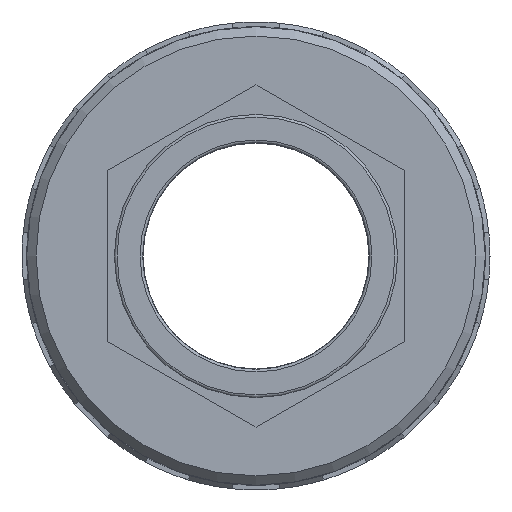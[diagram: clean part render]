
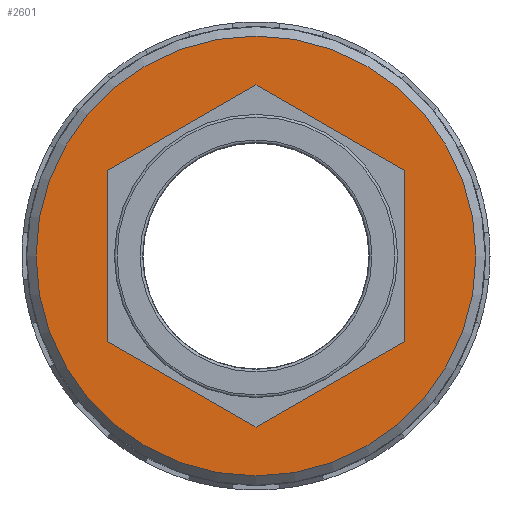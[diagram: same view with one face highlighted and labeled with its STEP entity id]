
A CAD part, left-side view. The second image highlights one B-rep face of the part: STEP entity #2601.
In plain terms, the highlighted planar face has unit normal (-1, 0, 0).
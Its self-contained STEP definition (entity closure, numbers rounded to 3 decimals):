
#64=FACE_BOUND('',#511,.T.);
#217=CIRCLE('',#2868,37.13);
#355=FACE_OUTER_BOUND('',#510,.T.);
#510=EDGE_LOOP('',(#2358));
#511=EDGE_LOOP('',(#2359,#2360,#2361,#2362,#2363,#2364));
#524=LINE('',#3671,#766);
#528=LINE('',#3679,#770);
#531=LINE('',#3686,#773);
#535=LINE('',#3694,#777);
#538=LINE('',#3699,#780);
#540=LINE('',#3702,#782);
#766=VECTOR('',#2885,28.868);
#770=VECTOR('',#2891,28.868);
#773=VECTOR('',#2896,28.868);
#777=VECTOR('',#2902,28.868);
#780=VECTOR('',#2907,28.868);
#782=VECTOR('',#2911,28.868);
#1008=VERTEX_POINT('',#3669);
#1009=VERTEX_POINT('',#3670);
#1012=VERTEX_POINT('',#3678);
#1014=VERTEX_POINT('',#3684);
#1015=VERTEX_POINT('',#3685);
#1018=VERTEX_POINT('',#3693);
#1258=VERTEX_POINT('',#4418);
#1263=EDGE_CURVE('',#1008,#1009,#524,.T.);
#1267=EDGE_CURVE('',#1012,#1008,#528,.T.);
#1270=EDGE_CURVE('',#1014,#1015,#531,.T.);
#1274=EDGE_CURVE('',#1018,#1014,#535,.T.);
#1277=EDGE_CURVE('',#1009,#1018,#538,.T.);
#1279=EDGE_CURVE('',#1015,#1012,#540,.T.);
#1631=EDGE_CURVE('',#1258,#1258,#217,.T.);
#2358=ORIENTED_EDGE('',*,*,#1631,.F.);
#2359=ORIENTED_EDGE('',*,*,#1267,.T.);
#2360=ORIENTED_EDGE('',*,*,#1263,.T.);
#2361=ORIENTED_EDGE('',*,*,#1277,.T.);
#2362=ORIENTED_EDGE('',*,*,#1274,.T.);
#2363=ORIENTED_EDGE('',*,*,#1270,.T.);
#2364=ORIENTED_EDGE('',*,*,#1279,.T.);
#2463=PLANE('',#2870);
#2601=ADVANCED_FACE('',(#355,#64),#2463,.T.);
#2868=AXIS2_PLACEMENT_3D('',#4419,#3641,#3642);
#2870=AXIS2_PLACEMENT_3D('',#4421,#3645,#3646);
#2885=DIRECTION('',(0.,-0.866,-0.5));
#2891=DIRECTION('',(0.,-0.866,0.5));
#2896=DIRECTION('',(0.,0.866,0.5));
#2902=DIRECTION('',(0.,0.866,-0.5));
#2907=DIRECTION('',(0.,0.,-1.));
#2911=DIRECTION('',(0.,0.,1.));
#3641=DIRECTION('center_axis',(1.,0.,0.));
#3642=DIRECTION('ref_axis',(0.,1.,0.));
#3645=DIRECTION('center_axis',(-1.,0.,0.));
#3646=DIRECTION('ref_axis',(0.,0.,1.));
#3669=CARTESIAN_POINT('',(-10.,0.,28.868));
#3670=CARTESIAN_POINT('',(-10.,-25.,14.434));
#3671=CARTESIAN_POINT('',(-10.,-15.625,19.846));
#3678=CARTESIAN_POINT('',(-10.,25.,14.434));
#3679=CARTESIAN_POINT('',(-10.,9.375,23.455));
#3684=CARTESIAN_POINT('',(-10.,0.,-28.868));
#3685=CARTESIAN_POINT('',(-10.,25.,-14.434));
#3686=CARTESIAN_POINT('',(-10.,-3.125,-30.672));
#3693=CARTESIAN_POINT('',(-10.,-25.,-14.434));
#3694=CARTESIAN_POINT('',(-10.,-28.125,-12.63));
#3699=CARTESIAN_POINT('',(-10.,-25.,7.217));
#3702=CARTESIAN_POINT('',(-10.,25.,0.));
#4418=CARTESIAN_POINT('',(-10.,-37.13,0.));
#4419=CARTESIAN_POINT('Origin',(-10.,0.,0.));
#4421=CARTESIAN_POINT('Origin',(-10.,-25.,0.));
